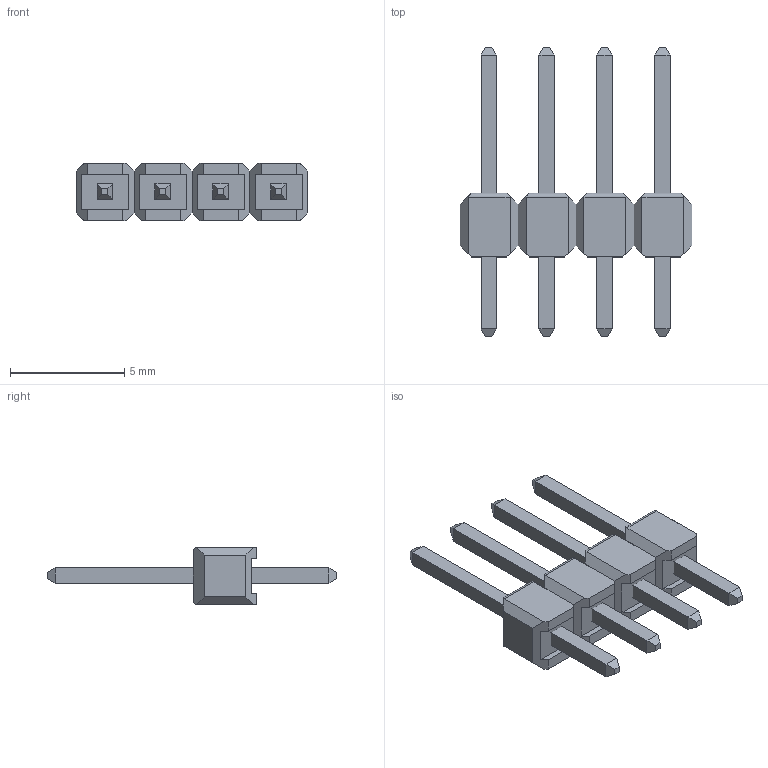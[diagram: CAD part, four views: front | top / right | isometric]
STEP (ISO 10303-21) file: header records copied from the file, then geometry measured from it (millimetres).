
FILE_DESCRIPTION (( 'STEP AP214' ), '1' );
FILE_NAME ('User Library-1x4 TH Pitch 2_54mm.STEP', '2023-07-17T02:49:46', ( '' ), ( '' ), 'SwSTEP 2.0', 'SolidWorks 2022', '' );
FILE_SCHEMA (( 'AUTOMOTIVE_DESIGN' ));
Length unit declared in the file: millimetre
Products named in the file (3): pin; holder; User Library-1x4 TH Pitch 2_54mm
Assembly tree (5 placements, depth 2):
  User Library-1x4 TH Pitch 2_54mm
    holder
    pin  x4
Bounding box: 10.16 x 12.7 x 2.54 mm (x, y, z)
Volume: 80.6 mm3; surface area: 280.9 mm2
Topology: 5 solids, 5 shells, 146 faces, 364 edges, 228 vertices
Faces by surface type: plane 138, cylinder 8
Entity records: 4458 total; most frequent: CARTESIAN_POINT 668, ORIENTED_EDGE 560, DIRECTION 472, EDGE_CURVE 280, VECTOR 248, LINE 248, VERTEX_POINT 180, AXIS2_PLACEMENT_3D 112
